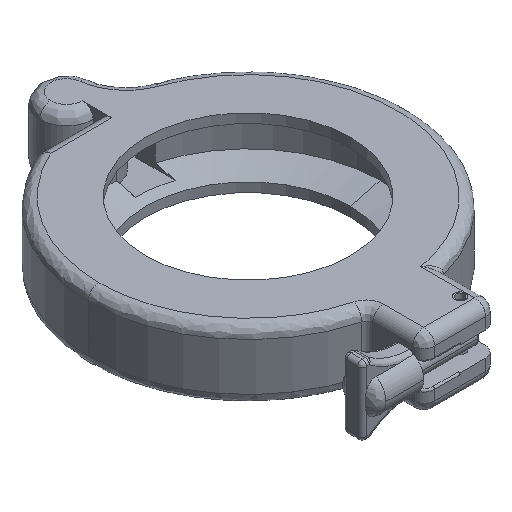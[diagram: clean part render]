
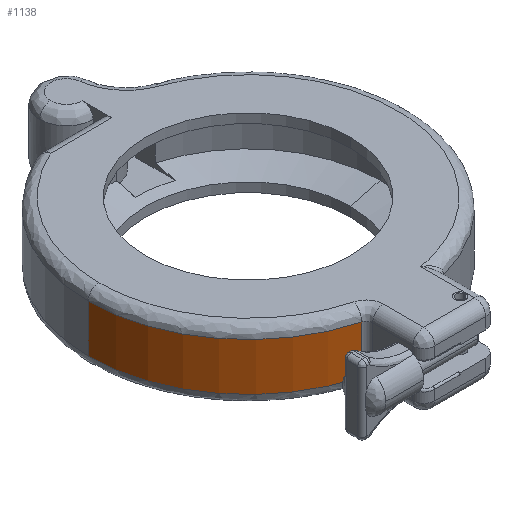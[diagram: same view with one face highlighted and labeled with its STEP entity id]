
A CAD part, isometric view. The second image highlights one B-rep face of the part: STEP entity #1138.
In plain terms, the highlighted cylindrical face has radius 46.99 mm (diameter 93.98 mm), a partial arc.
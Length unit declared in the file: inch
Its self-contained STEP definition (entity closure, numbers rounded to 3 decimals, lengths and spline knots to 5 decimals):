
#32 = EDGE_CURVE ( 'NONE', #1485, #3609, #465, .T. ) ;
#258 = CARTESIAN_POINT ( 'NONE',  ( 0., 0., 0.275 ) ) ;
#465 = LINE ( 'NONE', #5404, #3993 ) ;
#497 = CARTESIAN_POINT ( 'NONE',  ( -0.47571, -1.78779, 0.275 ) ) ;
#531 = EDGE_LOOP ( 'NONE', ( #3992, #4571, #4275, #912 ) ) ;
#596 = CARTESIAN_POINT ( 'NONE',  ( 0., 0., -0.275 ) ) ;
#730 = DIRECTION ( 'NONE',  ( -1., 0., 0. ) ) ;
#806 = LINE ( 'NONE', #1741, #2037 ) ;
#912 = ORIENTED_EDGE ( 'NONE', *, *, #32, .T. ) ;
#1071 = DIRECTION ( 'NONE',  ( 1., 0., 0. ) ) ;
#1138 = ADVANCED_FACE ( 'NONE', ( #3211 ), #4287, .T. ) ;
#1336 = DIRECTION ( 'NONE',  ( 0., 0., -1. ) ) ;
#1485 = VERTEX_POINT ( 'NONE', #1722 ) ;
#1722 = CARTESIAN_POINT ( 'NONE',  ( -0.47571, -1.78779, -0.275 ) ) ;
#1741 = CARTESIAN_POINT ( 'NONE',  ( -1.85, 0., 0. ) ) ;
#1830 = AXIS2_PLACEMENT_3D ( 'NONE', #5453, #1336, #4138 ) ;
#2037 = VECTOR ( 'NONE', #4498, 39.37008 ) ;
#2083 = CARTESIAN_POINT ( 'NONE',  ( -1.85, 0., -0.275 ) ) ;
#2557 = VERTEX_POINT ( 'NONE', #2560 ) ;
#2560 = CARTESIAN_POINT ( 'NONE',  ( -1.85, 0., 0.275 ) ) ;
#2678 = DIRECTION ( 'NONE',  ( 0., 0., 1. ) ) ;
#3211 = FACE_OUTER_BOUND ( 'NONE', #531, .T. ) ;
#3487 = DIRECTION ( 'NONE',  ( 0., 0., -1. ) ) ;
#3609 = VERTEX_POINT ( 'NONE', #497 ) ;
#3818 = DIRECTION ( 'NONE',  ( 0., 0., -1. ) ) ;
#3950 = EDGE_CURVE ( 'NONE', #3609, #2557, #4290, .T. ) ;
#3992 = ORIENTED_EDGE ( 'NONE', *, *, #3950, .T. ) ;
#3993 = VECTOR ( 'NONE', #2678, 39.37008 ) ;
#4138 = DIRECTION ( 'NONE',  ( -1., 0., 0. ) ) ;
#4275 = ORIENTED_EDGE ( 'NONE', *, *, #5957, .F. ) ;
#4287 = CYLINDRICAL_SURFACE ( 'NONE', #1830, 1.85 ) ;
#4290 = CIRCLE ( 'NONE', #4646, 1.85 ) ;
#4498 = DIRECTION ( 'NONE',  ( 0., 0., -1. ) ) ;
#4571 = ORIENTED_EDGE ( 'NONE', *, *, #5048, .T. ) ;
#4646 = AXIS2_PLACEMENT_3D ( 'NONE', #258, #3487, #730 ) ;
#4830 = CIRCLE ( 'NONE', #4845, 1.85 ) ;
#4845 = AXIS2_PLACEMENT_3D ( 'NONE', #596, #3818, #1071 ) ;
#5048 = EDGE_CURVE ( 'NONE', #2557, #5225, #806, .T. ) ;
#5225 = VERTEX_POINT ( 'NONE', #2083 ) ;
#5404 = CARTESIAN_POINT ( 'NONE',  ( -0.47571, -1.78779, 0. ) ) ;
#5453 = CARTESIAN_POINT ( 'NONE',  ( 0., 0., 0. ) ) ;
#5957 = EDGE_CURVE ( 'NONE', #1485, #5225, #4830, .T. ) ;
